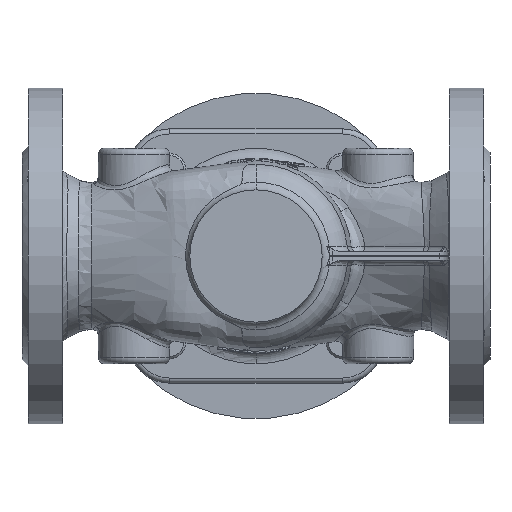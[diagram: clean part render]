
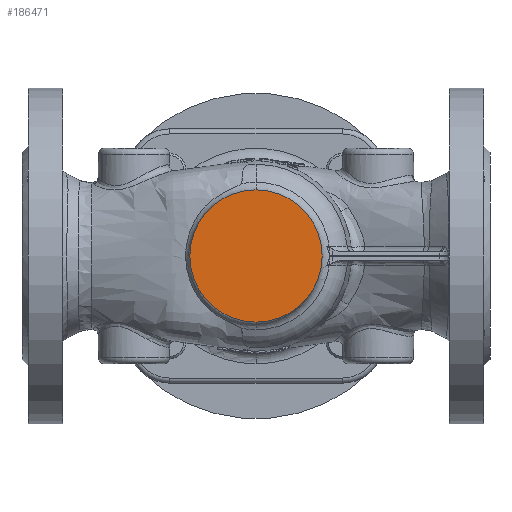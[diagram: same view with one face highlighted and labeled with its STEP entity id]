
A CAD part, front view. The second image highlights one B-rep face of the part: STEP entity #186471.
In plain terms, the highlighted planar face has unit normal (0, -1, 0).
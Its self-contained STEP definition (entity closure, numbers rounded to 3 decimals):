
#3320 = ORIENTED_EDGE ( 'NONE', *, *, #79588, .F. ) ;
#5459 = DIRECTION ( 'NONE',  ( 0., 1., 0. ) ) ;
#19069 = AXIS2_PLACEMENT_3D ( 'NONE', #93752, #5459, #108533 ) ;
#23274 = ORIENTED_EDGE ( 'NONE', *, *, #175967, .F. ) ;
#24991 = DIRECTION ( 'NONE',  ( 0., 1., 0. ) ) ;
#63057 = VERTEX_POINT ( 'NONE', #78459 ) ;
#69985 = AXIS2_PLACEMENT_3D ( 'NONE', #113234, #24991, #128054 ) ;
#76704 = FACE_OUTER_BOUND ( 'NONE', #83322, .T. ) ;
#78459 = CARTESIAN_POINT ( 'NONE',  ( 0., -79., -32.5 ) ) ;
#79588 = EDGE_CURVE ( 'NONE', #63057, #79935, #175675, .T. ) ;
#79935 = VERTEX_POINT ( 'NONE', #140031 ) ;
#81843 = DIRECTION ( 'NONE',  ( 0., -1., 0. ) ) ;
#83322 = EDGE_LOOP ( 'NONE', ( #3320, #23274 ) ) ;
#84175 = CIRCLE ( 'NONE', #69985, 32.5 ) ;
#93752 = CARTESIAN_POINT ( 'NONE',  ( 0., -79., 0. ) ) ;
#102354 = AXIS2_PLACEMENT_3D ( 'NONE', #125598, #81843, #184793 ) ;
#108533 = DIRECTION ( 'NONE',  ( 0., 0., 1. ) ) ;
#113234 = CARTESIAN_POINT ( 'NONE',  ( 0., -79., 0. ) ) ;
#125598 = CARTESIAN_POINT ( 'NONE',  ( 0., -79., 0. ) ) ;
#128054 = DIRECTION ( 'NONE',  ( 0., 0., 1. ) ) ;
#140031 = CARTESIAN_POINT ( 'NONE',  ( 0., -79., 32.5 ) ) ;
#169989 = PLANE ( 'NONE',  #102354 ) ;
#175675 = CIRCLE ( 'NONE', #19069, 32.5 ) ;
#175967 = EDGE_CURVE ( 'NONE', #79935, #63057, #84175, .T. ) ;
#184793 = DIRECTION ( 'NONE',  ( 0., 0., -1. ) ) ;
#186471 = ADVANCED_FACE ( 'NONE', ( #76704 ), #169989, .T. ) ;
